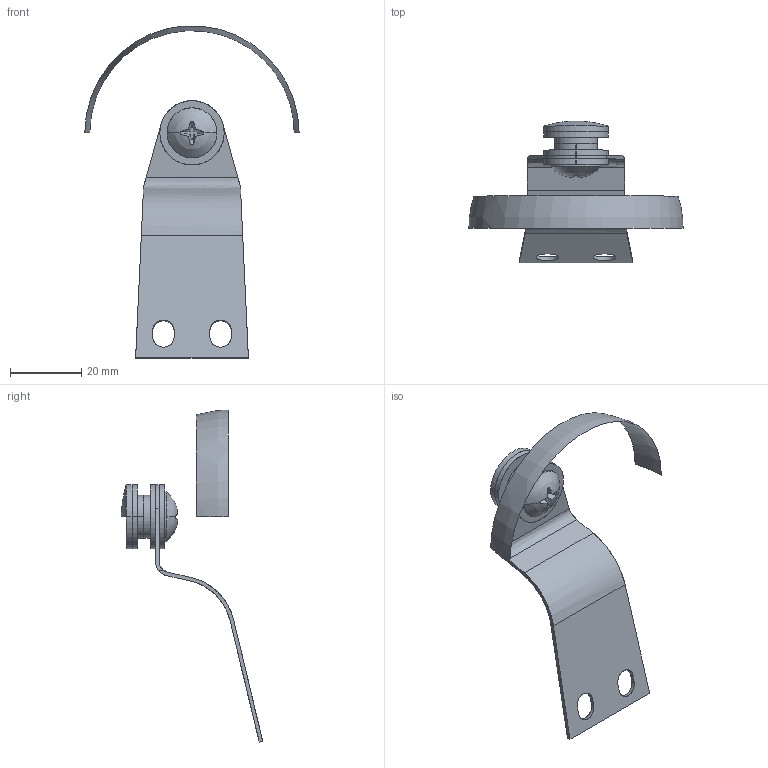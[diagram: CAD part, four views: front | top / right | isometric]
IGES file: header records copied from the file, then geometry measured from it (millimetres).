
Start section: SolidWorks IGES file using analytic representation for surfaces
Global section: file name: B-892.IGS,15; native system: HSolidWorks 2011; preprocessor: SolidWorks 2011; author: Pub70; date: 111216.161814; units: millimetre
Bounding box: 60 x 39.6 x 92.98 mm (x, y, z)
Surface area: 8279.7 mm2 (no closed solid volume)
Topology: 0 solids, 0 shells, 93 faces, 1494 edges, 1493 vertices
Faces by surface type: revolution 47, bspline 46
